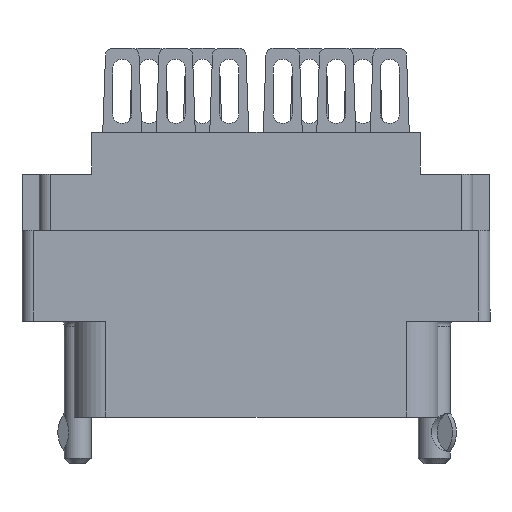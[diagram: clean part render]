
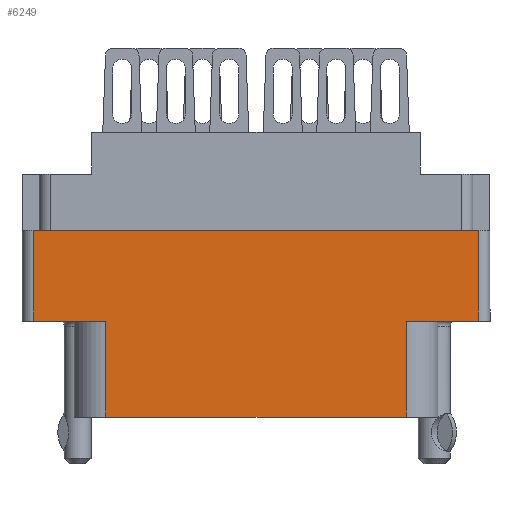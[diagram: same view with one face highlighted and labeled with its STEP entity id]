
A CAD part, front view. The second image highlights one B-rep face of the part: STEP entity #6249.
In plain terms, the highlighted planar face has unit normal (0, -1, 0).
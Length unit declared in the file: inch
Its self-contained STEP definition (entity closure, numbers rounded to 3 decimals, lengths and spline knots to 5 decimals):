
#545 = VECTOR ( 'NONE', #9490, 39.37008 ) ;
#1351 = VERTEX_POINT ( 'NONE', #31568 ) ;
#1389 = VERTEX_POINT ( 'NONE', #19981 ) ;
#1474 = LINE ( 'NONE', #7798, #2387 ) ;
#1820 = CARTESIAN_POINT ( 'NONE',  ( 0.624, -0.343, -0.274 ) ) ;
#2118 = DIRECTION ( 'NONE',  ( 0., 0., -1. ) ) ;
#2387 = VECTOR ( 'NONE', #10739, 39.37008 ) ;
#2549 = LINE ( 'NONE', #9431, #27638 ) ;
#2627 = ORIENTED_EDGE ( 'NONE', *, *, #10229, .F. ) ;
#3094 = EDGE_CURVE ( 'NONE', #5361, #33734, #2549, .T. ) ;
#3109 = FACE_OUTER_BOUND ( 'NONE', #24839, .T. ) ;
#5154 = LINE ( 'NONE', #10804, #20694 ) ;
#5361 = VERTEX_POINT ( 'NONE', #30623 ) ;
#5422 = CARTESIAN_POINT ( 'NONE',  ( -0.42052, -0.343, -0.798 ) ) ;
#6249 = ADVANCED_FACE ( 'NONE', ( #3109 ), #21237, .T. ) ;
#7798 = CARTESIAN_POINT ( 'NONE',  ( 0., -0.343, -0.274 ) ) ;
#8970 = DIRECTION ( 'NONE',  ( 0., 0., -1. ) ) ;
#9431 = CARTESIAN_POINT ( 'NONE',  ( 0.42052, -0.343, -0.529 ) ) ;
#9490 = DIRECTION ( 'NONE',  ( 1., 0., 0. ) ) ;
#9559 = DIRECTION ( 'NONE',  ( 0., 0., 1. ) ) ;
#10229 = EDGE_CURVE ( 'NONE', #1351, #33734, #5154, .T. ) ;
#10739 = DIRECTION ( 'NONE',  ( 1., 0., 0. ) ) ;
#10804 = CARTESIAN_POINT ( 'NONE',  ( 0., -0.343, -0.529 ) ) ;
#11915 = CARTESIAN_POINT ( 'NONE',  ( -0.656, -0.343, -0.798 ) ) ;
#12191 = CARTESIAN_POINT ( 'NONE',  ( -0.42052, -0.343, -0.529 ) ) ;
#13763 = VECTOR ( 'NONE', #14214, 39.37008 ) ;
#14214 = DIRECTION ( 'NONE',  ( 0., 0., -1. ) ) ;
#14335 = LINE ( 'NONE', #20260, #21544 ) ;
#14740 = DIRECTION ( 'NONE',  ( 1., 0., 0. ) ) ;
#14879 = EDGE_CURVE ( 'NONE', #31379, #1389, #23832, .T. ) ;
#14981 = ORIENTED_EDGE ( 'NONE', *, *, #23764, .T. ) ;
#16035 = LINE ( 'NONE', #24037, #545 ) ;
#16291 = DIRECTION ( 'NONE',  ( -1., 0., 0. ) ) ;
#17036 = ORIENTED_EDGE ( 'NONE', *, *, #3094, .T. ) ;
#17578 = EDGE_CURVE ( 'NONE', #25726, #31379, #20592, .T. ) ;
#17933 = CARTESIAN_POINT ( 'NONE',  ( 0., -0.343, -0.529 ) ) ;
#19981 = CARTESIAN_POINT ( 'NONE',  ( -0.42052, -0.343, -0.798 ) ) ;
#19987 = CARTESIAN_POINT ( 'NONE',  ( -0.624, -0.343, -0.798 ) ) ;
#20260 = CARTESIAN_POINT ( 'NONE',  ( 0.624, -0.343, -0.798 ) ) ;
#20592 = LINE ( 'NONE', #17933, #24117 ) ;
#20694 = VECTOR ( 'NONE', #16291, 39.37008 ) ;
#20999 = EDGE_CURVE ( 'NONE', #35563, #25726, #32198, .T. ) ;
#21108 = DIRECTION ( 'NONE',  ( 0., -1., 0. ) ) ;
#21237 = PLANE ( 'NONE',  #24640 ) ;
#21470 = CARTESIAN_POINT ( 'NONE',  ( 0.42052, -0.343, -0.529 ) ) ;
#21544 = VECTOR ( 'NONE', #37567, 39.37008 ) ;
#23187 = CARTESIAN_POINT ( 'NONE',  ( -0.624, -0.343, -0.529 ) ) ;
#23358 = ORIENTED_EDGE ( 'NONE', *, *, #14879, .T. ) ;
#23764 = EDGE_CURVE ( 'NONE', #1389, #5361, #16035, .T. ) ;
#23832 = LINE ( 'NONE', #5422, #13763 ) ;
#24037 = CARTESIAN_POINT ( 'NONE',  ( -0.656, -0.343, -0.798 ) ) ;
#24117 = VECTOR ( 'NONE', #14740, 39.37008 ) ;
#24640 = AXIS2_PLACEMENT_3D ( 'NONE', #11915, #21108, #8970 ) ;
#24839 = EDGE_LOOP ( 'NONE', ( #30178, #36027, #36031, #23358, #14981, #17036, #2627, #37696 ) ) ;
#25701 = EDGE_CURVE ( 'NONE', #1351, #26973, #14335, .T. ) ;
#25726 = VERTEX_POINT ( 'NONE', #23187 ) ;
#26973 = VERTEX_POINT ( 'NONE', #1820 ) ;
#27638 = VECTOR ( 'NONE', #9559, 39.37008 ) ;
#29625 = EDGE_CURVE ( 'NONE', #35563, #26973, #1474, .T. ) ;
#30178 = ORIENTED_EDGE ( 'NONE', *, *, #29625, .F. ) ;
#30623 = CARTESIAN_POINT ( 'NONE',  ( 0.42052, -0.343, -0.798 ) ) ;
#31076 = CARTESIAN_POINT ( 'NONE',  ( -0.624, -0.343, -0.274 ) ) ;
#31379 = VERTEX_POINT ( 'NONE', #12191 ) ;
#31568 = CARTESIAN_POINT ( 'NONE',  ( 0.624, -0.343, -0.529 ) ) ;
#32198 = LINE ( 'NONE', #19987, #33096 ) ;
#33096 = VECTOR ( 'NONE', #2118, 39.37008 ) ;
#33734 = VERTEX_POINT ( 'NONE', #21470 ) ;
#35563 = VERTEX_POINT ( 'NONE', #31076 ) ;
#36027 = ORIENTED_EDGE ( 'NONE', *, *, #20999, .T. ) ;
#36031 = ORIENTED_EDGE ( 'NONE', *, *, #17578, .T. ) ;
#37567 = DIRECTION ( 'NONE',  ( 0., 0., 1. ) ) ;
#37696 = ORIENTED_EDGE ( 'NONE', *, *, #25701, .T. ) ;
